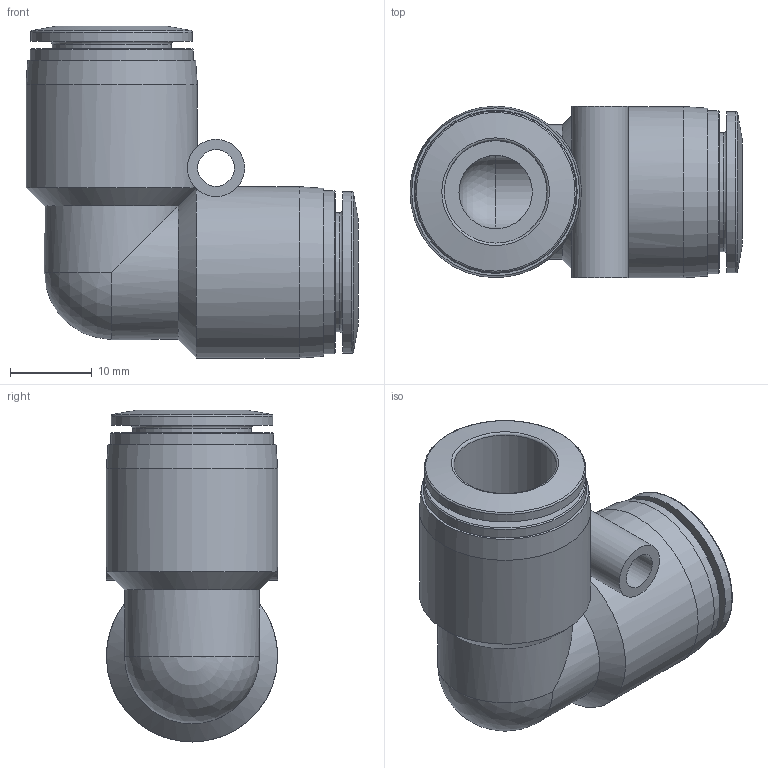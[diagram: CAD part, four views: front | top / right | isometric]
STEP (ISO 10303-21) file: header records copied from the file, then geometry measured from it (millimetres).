
FILE_DESCRIPTION(/* description */ ('STEP AP214'),/* implementation_level */ '2;1');
FILE_NAME(/* name */ '564765_QBL-1_2T-U',/* time_stamp */ '2024-09-14T02:20:15+02:00',/* author */ ('License CC BY-ND 4.0'),/* organization */ ('CADENAS'),/* preprocessor_version */ 'ST-DEVELOPER v19.3',/* originating_system */ 'PARTsolutions',/* authorisation */ ' ');
FILE_SCHEMA (('AUTOMOTIVE_DESIGN {1 0 10303 214 3 1 1}'));
Length unit declared in the file: millimetre
Products named in the file (1): 564765 QBL-1/2T-U
Bounding box: 40.7 x 21 x 40.7 mm (x, y, z)
Volume: 11390.5 mm3; surface area: 7523.6 mm2
Topology: 1 solids, 1 shells, 42 faces, 87 edges, 52 vertices
Faces by surface type: cylinder 16, plane 10, cone 8, torus 6, sphere 2
Full cylindrical faces by diameter (mm): 4.5 x1, 7 x1, 9 x2, 12.6 x2, 14.6 x2, 19.8 x2, 20 x2, 21 x2
Entity records: 1283 total; most frequent: CARTESIAN_POINT 196, DIRECTION 176, ORIENTED_EDGE 106, AXIS2_PLACEMENT_3D 88, EDGE_LOOP 79, FACE_BOUND 79, EDGE_CURVE 53, VERTEX_POINT 46
